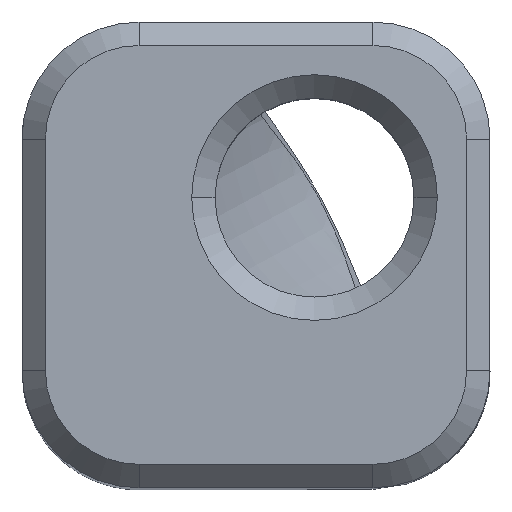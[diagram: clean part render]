
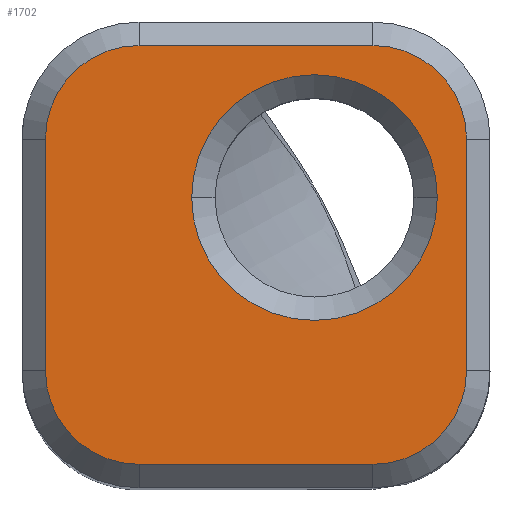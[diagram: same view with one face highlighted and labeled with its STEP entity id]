
A CAD part, top view. The second image highlights one B-rep face of the part: STEP entity #1702.
In plain terms, the highlighted planar face has unit normal (0, 0, 1).
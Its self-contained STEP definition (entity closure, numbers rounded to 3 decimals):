
#13 = CARTESIAN_POINT ( 'NONE',  ( -58.6, -47.959, -34.232 ) ) ;
#18 = DIRECTION ( 'NONE',  ( 0., 1., 0. ) ) ;
#34 = FACE_OUTER_BOUND ( 'NONE', #780, .T. ) ;
#52 = ORIENTED_EDGE ( 'NONE', *, *, #596, .T. ) ;
#69 = AXIS2_PLACEMENT_3D ( 'NONE', #1976, #570, #410 ) ;
#82 = AXIS2_PLACEMENT_3D ( 'NONE', #324, #1908, #649 ) ;
#104 = ORIENTED_EDGE ( 'NONE', *, *, #1901, .T. ) ;
#119 = CARTESIAN_POINT ( 'NONE',  ( -53., -49.559, -34.232 ) ) ;
#163 = DIRECTION ( 'NONE',  ( 0., 0., -1. ) ) ;
#191 = DIRECTION ( 'NONE',  ( 1., 0., 0. ) ) ;
#203 = CARTESIAN_POINT ( 'NONE',  ( -57., -44., -34.232 ) ) ;
#216 = VERTEX_POINT ( 'NONE', #13 ) ;
#234 = CIRCLE ( 'NONE', #69, 1.6 ) ;
#245 = CARTESIAN_POINT ( 'NONE',  ( -53., -42.4, -34.232 ) ) ;
#246 = DIRECTION ( 'NONE',  ( -1., 0., 0. ) ) ;
#259 = AXIS2_PLACEMENT_3D ( 'NONE', #273, #601, #2025 ) ;
#273 = CARTESIAN_POINT ( 'NONE',  ( -54., -45., -34.232 ) ) ;
#303 = CARTESIAN_POINT ( 'NONE',  ( -53., -47.959, -34.232 ) ) ;
#313 = ORIENTED_EDGE ( 'NONE', *, *, #2033, .T. ) ;
#321 = EDGE_CURVE ( 'NONE', #609, #1372, #1448, .T. ) ;
#324 = CARTESIAN_POINT ( 'NONE',  ( -57., -47.959, -34.232 ) ) ;
#336 = CARTESIAN_POINT ( 'NONE',  ( -57., -42.4, -34.232 ) ) ;
#380 = CARTESIAN_POINT ( 'NONE',  ( -51.4, -44., -34.232 ) ) ;
#408 = EDGE_LOOP ( 'NONE', ( #1586, #463 ) ) ;
#410 = DIRECTION ( 'NONE',  ( -1., 0., 0. ) ) ;
#422 = CARTESIAN_POINT ( 'NONE',  ( -51.4, -47.959, -34.232 ) ) ;
#423 = VECTOR ( 'NONE', #246, 1000. ) ;
#425 = CARTESIAN_POINT ( 'NONE',  ( -58.6, -44., -34.232 ) ) ;
#463 = ORIENTED_EDGE ( 'NONE', *, *, #321, .T. ) ;
#497 = VERTEX_POINT ( 'NONE', #422 ) ;
#504 = DIRECTION ( 'NONE',  ( 0., -1., 0. ) ) ;
#570 = DIRECTION ( 'NONE',  ( 0., 0., 1. ) ) ;
#573 = LINE ( 'NONE', #856, #1647 ) ;
#596 = EDGE_CURVE ( 'NONE', #1750, #1951, #573, .T. ) ;
#601 = DIRECTION ( 'NONE',  ( 0., 0., -1. ) ) ;
#604 = CIRCLE ( 'NONE', #1756, 1.6 ) ;
#609 = VERTEX_POINT ( 'NONE', #1123 ) ;
#649 = DIRECTION ( 'NONE',  ( -1., 0., 0. ) ) ;
#688 = CARTESIAN_POINT ( 'NONE',  ( -58.6, 0., -34.232 ) ) ;
#742 = EDGE_CURVE ( 'NONE', #497, #1060, #1140, .T. ) ;
#780 = EDGE_LOOP ( 'NONE', ( #1536, #1454, #1284, #313, #52, #104, #1882, #1868 ) ) ;
#793 = CARTESIAN_POINT ( 'NONE',  ( -51.9, -45., -34.232 ) ) ;
#856 = CARTESIAN_POINT ( 'NONE',  ( 0., -49.559, -34.231 ) ) ;
#923 = DIRECTION ( 'NONE',  ( -1., 0., 0. ) ) ;
#962 = PLANE ( 'NONE',  #1636 ) ;
#1012 = DIRECTION ( 'NONE',  ( -1., 0., 0. ) ) ;
#1019 = CARTESIAN_POINT ( 'NONE',  ( -54., -45., -34.232 ) ) ;
#1060 = VERTEX_POINT ( 'NONE', #1747 ) ;
#1071 = DIRECTION ( 'NONE',  ( 0., 0., 1. ) ) ;
#1084 = VERTEX_POINT ( 'NONE', #245 ) ;
#1123 = CARTESIAN_POINT ( 'NONE',  ( -56.1, -45., -34.232 ) ) ;
#1140 = LINE ( 'NONE', #380, #1211 ) ;
#1153 = AXIS2_PLACEMENT_3D ( 'NONE', #203, #1472, #1012 ) ;
#1177 = EDGE_CURVE ( 'NONE', #1372, #609, #1808, .T. ) ;
#1185 = CARTESIAN_POINT ( 'NONE',  ( -57., -42.4, -34.232 ) ) ;
#1192 = VERTEX_POINT ( 'NONE', #425 ) ;
#1211 = VECTOR ( 'NONE', #18, 1000. ) ;
#1280 = DIRECTION ( 'NONE',  ( -1., 0., 0. ) ) ;
#1284 = ORIENTED_EDGE ( 'NONE', *, *, #1788, .T. ) ;
#1285 = CARTESIAN_POINT ( 'NONE',  ( -57., -49.559, -34.232 ) ) ;
#1323 = EDGE_CURVE ( 'NONE', #1084, #1520, #1821, .T. ) ;
#1334 = EDGE_CURVE ( 'NONE', #1060, #1084, #234, .T. ) ;
#1372 = VERTEX_POINT ( 'NONE', #793 ) ;
#1448 = CIRCLE ( 'NONE', #259, 2.1 ) ;
#1454 = ORIENTED_EDGE ( 'NONE', *, *, #1504, .T. ) ;
#1472 = DIRECTION ( 'NONE',  ( 0., 0., 1. ) ) ;
#1504 = EDGE_CURVE ( 'NONE', #1520, #1192, #1513, .T. ) ;
#1513 = CIRCLE ( 'NONE', #1153, 1.6 ) ;
#1520 = VERTEX_POINT ( 'NONE', #336 ) ;
#1536 = ORIENTED_EDGE ( 'NONE', *, *, #1323, .T. ) ;
#1586 = ORIENTED_EDGE ( 'NONE', *, *, #1177, .T. ) ;
#1604 = CARTESIAN_POINT ( 'NONE',  ( 0., 0., -34.231 ) ) ;
#1634 = VECTOR ( 'NONE', #504, 1000. ) ;
#1636 = AXIS2_PLACEMENT_3D ( 'NONE', #1604, #1751, #1280 ) ;
#1647 = VECTOR ( 'NONE', #191, 1000. ) ;
#1662 = CIRCLE ( 'NONE', #82, 1.6 ) ;
#1702 = ADVANCED_FACE ( 'NONE', ( #34, #1913 ), #962, .F. ) ;
#1747 = CARTESIAN_POINT ( 'NONE',  ( -51.4, -44., -34.232 ) ) ;
#1750 = VERTEX_POINT ( 'NONE', #1285 ) ;
#1751 = DIRECTION ( 'NONE',  ( 0., 0., -1. ) ) ;
#1756 = AXIS2_PLACEMENT_3D ( 'NONE', #303, #1071, #923 ) ;
#1783 = LINE ( 'NONE', #688, #1634 ) ;
#1788 = EDGE_CURVE ( 'NONE', #1192, #216, #1783, .T. ) ;
#1808 = CIRCLE ( 'NONE', #2038, 2.1 ) ;
#1821 = LINE ( 'NONE', #1185, #423 ) ;
#1868 = ORIENTED_EDGE ( 'NONE', *, *, #1334, .T. ) ;
#1882 = ORIENTED_EDGE ( 'NONE', *, *, #742, .T. ) ;
#1901 = EDGE_CURVE ( 'NONE', #1951, #497, #604, .T. ) ;
#1908 = DIRECTION ( 'NONE',  ( 0., 0., 1. ) ) ;
#1913 = FACE_BOUND ( 'NONE', #408, .T. ) ;
#1951 = VERTEX_POINT ( 'NONE', #119 ) ;
#1976 = CARTESIAN_POINT ( 'NONE',  ( -53., -44., -34.232 ) ) ;
#1995 = DIRECTION ( 'NONE',  ( -1., 0., 0. ) ) ;
#2025 = DIRECTION ( 'NONE',  ( -1., 0., 0. ) ) ;
#2033 = EDGE_CURVE ( 'NONE', #216, #1750, #1662, .T. ) ;
#2038 = AXIS2_PLACEMENT_3D ( 'NONE', #1019, #163, #1995 ) ;
